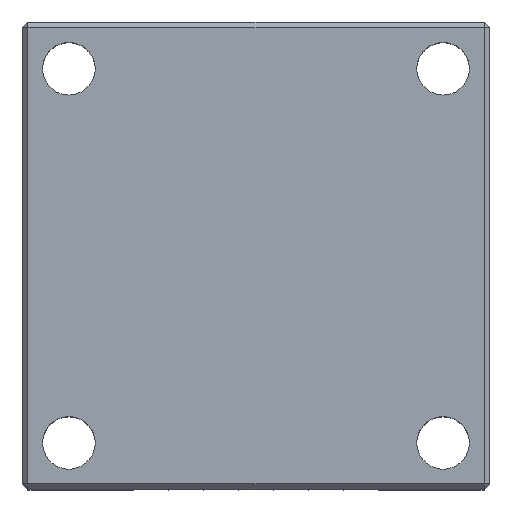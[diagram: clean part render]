
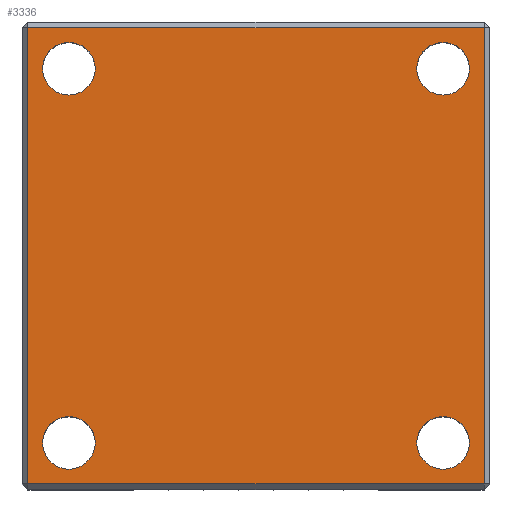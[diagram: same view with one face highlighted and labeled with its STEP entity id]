
A CAD part, top view. The second image highlights one B-rep face of the part: STEP entity #3336.
In plain terms, the highlighted planar face has unit normal (0, 0, 1).
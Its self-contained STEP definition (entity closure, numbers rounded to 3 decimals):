
#34=FACE_BOUND('',#327,.T.);
#35=FACE_BOUND('',#328,.T.);
#36=FACE_BOUND('',#329,.T.);
#37=FACE_BOUND('',#330,.T.);
#45=CIRCLE('',#3607,2.25);
#46=CIRCLE('',#3608,2.25);
#47=CIRCLE('',#3609,2.25);
#48=CIRCLE('',#3610,2.25);
#70=FACE_OUTER_BOUND('',#326,.T.);
#326=EDGE_LOOP('',(#2238,#2239,#2240,#2241));
#327=EDGE_LOOP('',(#2242));
#328=EDGE_LOOP('',(#2243));
#329=EDGE_LOOP('',(#2244));
#330=EDGE_LOOP('',(#2245));
#589=LINE('',#4895,#1035);
#597=LINE('',#4911,#1043);
#599=LINE('',#4914,#1045);
#601=LINE('',#4917,#1047);
#1035=VECTOR('',#3894,10.);
#1043=VECTOR('',#3908,10.);
#1045=VECTOR('',#3912,10.);
#1047=VECTOR('',#3916,10.);
#1464=VERTEX_POINT('',#4857);
#1469=VERTEX_POINT('',#4870);
#1474=VERTEX_POINT('',#4883);
#1479=VERTEX_POINT('',#4899);
#1519=VERTEX_POINT('',#5000);
#1520=VERTEX_POINT('',#5002);
#1521=VERTEX_POINT('',#5004);
#1522=VERTEX_POINT('',#5006);
#1695=EDGE_CURVE('',#1464,#1474,#589,.T.);
#1703=EDGE_CURVE('',#1474,#1479,#597,.T.);
#1705=EDGE_CURVE('',#1479,#1469,#599,.T.);
#1707=EDGE_CURVE('',#1469,#1464,#601,.T.);
#1749=EDGE_CURVE('',#1519,#1519,#45,.T.);
#1750=EDGE_CURVE('',#1520,#1520,#46,.T.);
#1751=EDGE_CURVE('',#1521,#1521,#47,.T.);
#1752=EDGE_CURVE('',#1522,#1522,#48,.T.);
#2238=ORIENTED_EDGE('',*,*,#1695,.F.);
#2239=ORIENTED_EDGE('',*,*,#1707,.F.);
#2240=ORIENTED_EDGE('',*,*,#1705,.F.);
#2241=ORIENTED_EDGE('',*,*,#1703,.F.);
#2242=ORIENTED_EDGE('',*,*,#1749,.T.);
#2243=ORIENTED_EDGE('',*,*,#1750,.T.);
#2244=ORIENTED_EDGE('',*,*,#1751,.T.);
#2245=ORIENTED_EDGE('',*,*,#1752,.T.);
#3091=PLANE('',#3606);
#3336=ADVANCED_FACE('',(#70,#34,#35,#36,#37),#3091,.T.);
#3606=AXIS2_PLACEMENT_3D('',#4999,#3969,#3970);
#3607=AXIS2_PLACEMENT_3D('',#5001,#3971,#3972);
#3608=AXIS2_PLACEMENT_3D('',#5003,#3973,#3974);
#3609=AXIS2_PLACEMENT_3D('',#5005,#3975,#3976);
#3610=AXIS2_PLACEMENT_3D('',#5007,#3977,#3978);
#3894=DIRECTION('',(1.,0.,0.));
#3908=DIRECTION('',(0.,-1.,0.));
#3912=DIRECTION('',(-1.,0.,0.));
#3916=DIRECTION('',(0.,1.,0.));
#3969=DIRECTION('center_axis',(0.,0.,1.));
#3970=DIRECTION('ref_axis',(1.,0.,0.));
#3971=DIRECTION('center_axis',(0.,0.,-1.));
#3972=DIRECTION('ref_axis',(1.,0.,0.));
#3973=DIRECTION('center_axis',(0.,0.,-1.));
#3974=DIRECTION('ref_axis',(1.,0.,0.));
#3975=DIRECTION('center_axis',(0.,0.,-1.));
#3976=DIRECTION('ref_axis',(1.,0.,0.));
#3977=DIRECTION('center_axis',(0.,0.,-1.));
#3978=DIRECTION('ref_axis',(1.,0.,0.));
#4857=CARTESIAN_POINT('',(-19.5,19.5,15.));
#4870=CARTESIAN_POINT('',(-19.5,-19.5,15.));
#4883=CARTESIAN_POINT('',(19.5,19.5,15.));
#4895=CARTESIAN_POINT('',(10.,19.5,15.));
#4899=CARTESIAN_POINT('',(19.5,-19.5,15.));
#4911=CARTESIAN_POINT('',(19.5,-10.,15.));
#4914=CARTESIAN_POINT('',(-10.,-19.5,15.));
#4917=CARTESIAN_POINT('',(-19.5,10.,15.));
#4999=CARTESIAN_POINT('Origin',(0.,0.,15.));
#5000=CARTESIAN_POINT('',(13.75,-16.,15.));
#5001=CARTESIAN_POINT('Origin',(16.,-16.,15.));
#5002=CARTESIAN_POINT('',(-18.25,16.,15.));
#5003=CARTESIAN_POINT('Origin',(-16.,16.,15.));
#5004=CARTESIAN_POINT('',(-18.25,-16.,15.));
#5005=CARTESIAN_POINT('Origin',(-16.,-16.,15.));
#5006=CARTESIAN_POINT('',(13.75,16.,15.));
#5007=CARTESIAN_POINT('Origin',(16.,16.,15.));
